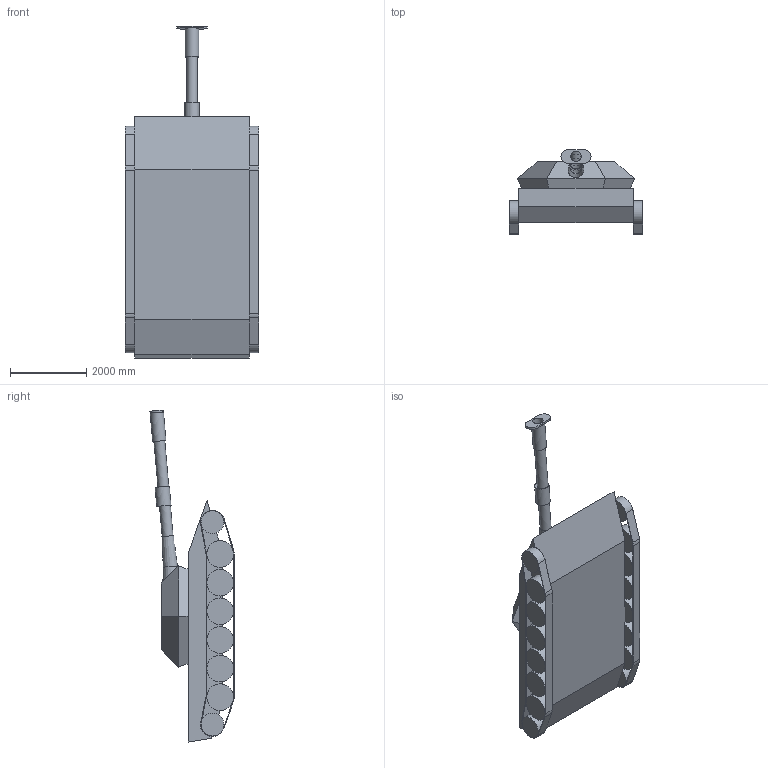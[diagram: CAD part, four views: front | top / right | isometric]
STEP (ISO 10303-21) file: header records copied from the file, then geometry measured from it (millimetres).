
FILE_DESCRIPTION(/* description */ (''),/* implementation_level */ '2;1');
FILE_NAME(/* name */ 'Simple Tank 1.stp',/* time_stamp */ '2022-03-20T12:35:45+07:00',/* author */ ('DuyKhanh'),/* organization */ (''),/* preprocessor_version */ 'ST-DEVELOPER v17',/* originating_system */ 'Autodesk Inventor 2019',/* authorisation */ '');
FILE_SCHEMA (('AUTOMOTIVE_DESIGN { 1 0 10303 214 3 1 1 }'));
Length unit declared in the file: millimetre
Products named in the file (1): Simple Tank 1
Bounding box: 3500 x 2208.08 x 8695.74 mm (x, y, z)
Volume: 19607179343.6 mm3; surface area: 96490500.3 mm2
Topology: 19 solids, 19 shells, 131 faces, 249 edges, 164 vertices
Faces by surface type: plane 90, cylinder 39, cone 2
Full cylindrical faces by diameter (mm): 275 x1, 285 x2, 350 x1, 375 x1, 600 x4, 700 x12
Entity records: 3326 total; most frequent: DIRECTION 595, CARTESIAN_POINT 545, ORIENTED_EDGE 498, EDGE_CURVE 249, AXIS2_PLACEMENT_3D 214, LINE 167, VECTOR 167, VERTEX_POINT 164
